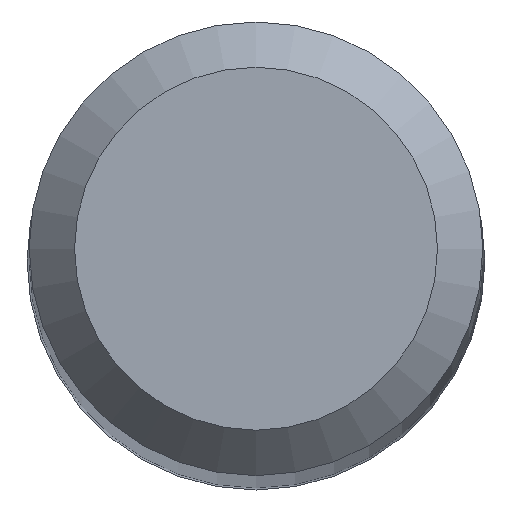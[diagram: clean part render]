
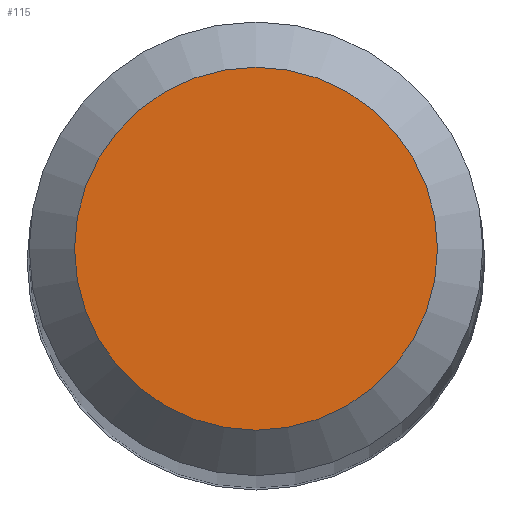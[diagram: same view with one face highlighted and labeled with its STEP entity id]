
A CAD part, top view. The second image highlights one B-rep face of the part: STEP entity #115.
In plain terms, the highlighted planar face has unit normal (0, 0, 1).
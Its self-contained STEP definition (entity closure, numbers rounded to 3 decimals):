
#1 = EDGE_CURVE ( 'NONE', #8, #8, #68, .T. ) ;
#5 = DIRECTION ( 'NONE',  ( 0., 1., 0. ) ) ;
#8 = VERTEX_POINT ( 'NONE', #98 ) ;
#53 = EDGE_LOOP ( 'NONE', ( #79 ) ) ;
#68 = CIRCLE ( 'NONE', #75, 0.6 ) ;
#71 = DIRECTION ( 'NONE',  ( 0., 0., -1. ) ) ;
#75 = AXIS2_PLACEMENT_3D ( 'NONE', #76, #71, #5 ) ;
#76 = CARTESIAN_POINT ( 'NONE',  ( 0., 0., 30. ) ) ;
#79 = ORIENTED_EDGE ( 'NONE', *, *, #1, .F. ) ;
#98 = CARTESIAN_POINT ( 'NONE',  ( 0., 0.6, 30. ) ) ;
#103 = CARTESIAN_POINT ( 'NONE',  ( 0., 0., 30. ) ) ;
#115 = ADVANCED_FACE ( 'NONE', ( #222 ), #138, .F. ) ;
#135 = DIRECTION ( 'NONE',  ( 0., 0., -1. ) ) ;
#138 = PLANE ( 'NONE',  #261 ) ;
#222 = FACE_OUTER_BOUND ( 'NONE', #53, .T. ) ;
#249 = DIRECTION ( 'NONE',  ( 0., 1., 0. ) ) ;
#261 = AXIS2_PLACEMENT_3D ( 'NONE', #103, #135, #249 ) ;
